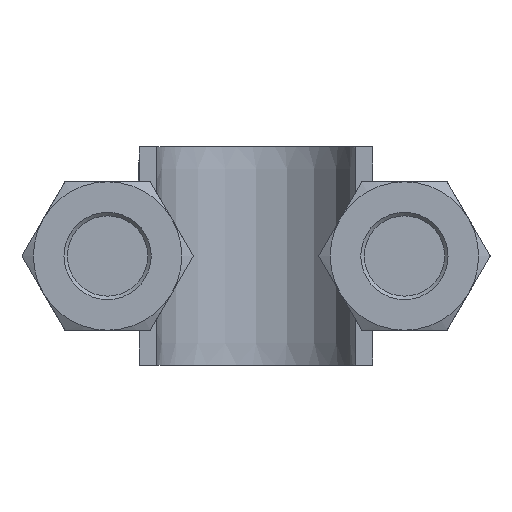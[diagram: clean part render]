
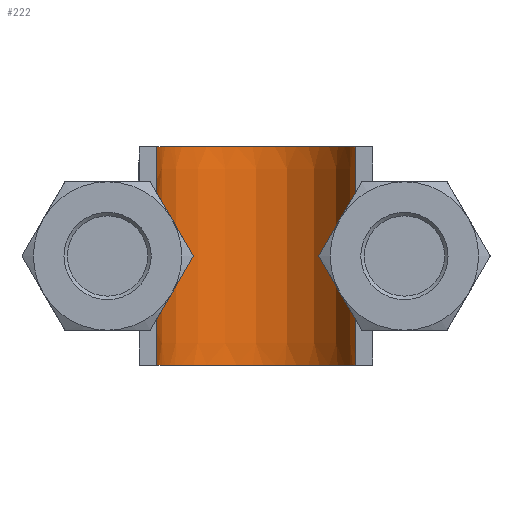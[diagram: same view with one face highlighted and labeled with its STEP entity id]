
A CAD part, front view. The second image highlights one B-rep face of the part: STEP entity #222.
In plain terms, the highlighted face is a extrusion surface.
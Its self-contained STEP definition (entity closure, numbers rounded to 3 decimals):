
#222 = ADVANCED_FACE( '', ( #304 ), #305, .T. );
#304 = FACE_OUTER_BOUND( '', #476, .T. );
#305 = SURFACE_OF_LINEAR_EXTRUSION( '', #477, #478 );
#476 = EDGE_LOOP( '', ( #1570, #1571, #1572, #1573 ) );
#477 = B_SPLINE_CURVE_WITH_KNOTS( '', 3, ( #1574, #1575, #1576, #1577, #1578, #1579, #1580, #1581, #1582, #1583, #1584, #1585, #1586, #1587, #1588, #1589, #1590, #1591, #1592 ), .UNSPECIFIED., .F., .F., ( 4, 3, 1, 1, 1, 3, 1, 1, 1, 3, 4 ), ( 0.234, 1., 1.5, 2., 3., 3.5, 4., 5., 5.5, 6., 6.766 ), .UNSPECIFIED. );
#478 = VECTOR( '', #1593, 1000. );
#1570 = ORIENTED_EDGE( '', *, *, #2099, .F. );
#1571 = ORIENTED_EDGE( '', *, *, #2088, .F. );
#1572 = ORIENTED_EDGE( '', *, *, #2092, .T. );
#1573 = ORIENTED_EDGE( '', *, *, #2096, .T. );
#1574 = CARTESIAN_POINT( '', ( -11.36, 51.6, -51.44 ) );
#1575 = CARTESIAN_POINT( '', ( -11.36, 54.947, -51.44 ) );
#1576 = CARTESIAN_POINT( '', ( -11.36, 58.293, -51.44 ) );
#1577 = CARTESIAN_POINT( '', ( -11.36, 61.64, -51.44 ) );
#1578 = CARTESIAN_POINT( '', ( -11.36, 62.808, -51.44 ) );
#1579 = CARTESIAN_POINT( '', ( -10.969, 65.214, -51.44 ) );
#1580 = CARTESIAN_POINT( '', ( -8.807, 69.501, -51.44 ) );
#1581 = CARTESIAN_POINT( '', ( -4.76, 72.444, -51.44 ) );
#1582 = CARTESIAN_POINT( '', ( -1.19, 72.996, -51.44 ) );
#1583 = CARTESIAN_POINT( '', ( 0., 72.996, -51.44 ) );
#1584 = CARTESIAN_POINT( '', ( 1.19, 72.996, -51.44 ) );
#1585 = CARTESIAN_POINT( '', ( 4.76, 72.444, -51.44 ) );
#1586 = CARTESIAN_POINT( '', ( 8.807, 69.501, -51.44 ) );
#1587 = CARTESIAN_POINT( '', ( 10.969, 65.214, -51.44 ) );
#1588 = CARTESIAN_POINT( '', ( 11.36, 62.808, -51.44 ) );
#1589 = CARTESIAN_POINT( '', ( 11.36, 61.64, -51.44 ) );
#1590 = CARTESIAN_POINT( '', ( 11.36, 58.293, -51.44 ) );
#1591 = CARTESIAN_POINT( '', ( 11.36, 54.947, -51.44 ) );
#1592 = CARTESIAN_POINT( '', ( 11.36, 51.6, -51.44 ) );
#1593 = DIRECTION( '', ( 0., 0., 1. ) );
#2088 = EDGE_CURVE( '', #2241, #2242, #2243, .T. );
#2092 = EDGE_CURVE( '', #2241, #2249, #2250, .T. );
#2096 = EDGE_CURVE( '', #2249, #2256, #2257, .T. );
#2099 = EDGE_CURVE( '', #2242, #2256, #2261, .T. );
#2241 = VERTEX_POINT( '', #2500 );
#2242 = VERTEX_POINT( '', #2501 );
#2243 = LINE( '', #2502, #2503 );
#2249 = VERTEX_POINT( '', #2541 );
#2250 = B_SPLINE_CURVE_WITH_KNOTS( '', 3, ( #2542, #2543, #2544, #2545, #2546, #2547, #2548, #2549, #2550, #2551, #2552, #2553, #2554, #2555, #2556, #2557, #2558, #2559, #2560 ), .UNSPECIFIED., .F., .F., ( 4, 3, 1, 1, 1, 3, 1, 1, 1, 3, 4 ), ( 0.234, 1., 1.5, 2., 3., 3.5, 4., 5., 5.5, 6., 6.766 ), .UNSPECIFIED. );
#2256 = VERTEX_POINT( '', #2594 );
#2257 = LINE( '', #2595, #2596 );
#2261 = B_SPLINE_CURVE_WITH_KNOTS( '', 3, ( #2631, #2632, #2633, #2634, #2635, #2636, #2637, #2638, #2639, #2640, #2641, #2642, #2643, #2644, #2645, #2646, #2647, #2648, #2649 ), .UNSPECIFIED., .F., .F., ( 4, 3, 1, 1, 1, 3, 1, 1, 1, 3, 4 ), ( 0.234, 1., 1.5, 2., 3., 3.5, 4., 5., 5.5, 6., 6.766 ), .UNSPECIFIED. );
#2500 = CARTESIAN_POINT( '', ( -11.36, 51.6, -12.5 ) );
#2501 = CARTESIAN_POINT( '', ( -11.36, 51.6, 12.5 ) );
#2502 = CARTESIAN_POINT( '', ( -11.36, 51.6, -51.44 ) );
#2503 = VECTOR( '', #3109, 1000. );
#2541 = CARTESIAN_POINT( '', ( 11.36, 51.6, -12.5 ) );
#2542 = CARTESIAN_POINT( '', ( -11.36, 51.6, -12.5 ) );
#2543 = CARTESIAN_POINT( '', ( -11.36, 54.947, -12.5 ) );
#2544 = CARTESIAN_POINT( '', ( -11.36, 58.293, -12.5 ) );
#2545 = CARTESIAN_POINT( '', ( -11.36, 61.64, -12.5 ) );
#2546 = CARTESIAN_POINT( '', ( -11.36, 62.808, -12.5 ) );
#2547 = CARTESIAN_POINT( '', ( -10.969, 65.214, -12.5 ) );
#2548 = CARTESIAN_POINT( '', ( -8.807, 69.501, -12.5 ) );
#2549 = CARTESIAN_POINT( '', ( -4.76, 72.444, -12.5 ) );
#2550 = CARTESIAN_POINT( '', ( -1.19, 72.996, -12.5 ) );
#2551 = CARTESIAN_POINT( '', ( 0., 72.996, -12.5 ) );
#2552 = CARTESIAN_POINT( '', ( 1.19, 72.996, -12.5 ) );
#2553 = CARTESIAN_POINT( '', ( 4.76, 72.444, -12.5 ) );
#2554 = CARTESIAN_POINT( '', ( 8.807, 69.501, -12.5 ) );
#2555 = CARTESIAN_POINT( '', ( 10.969, 65.214, -12.5 ) );
#2556 = CARTESIAN_POINT( '', ( 11.36, 62.808, -12.5 ) );
#2557 = CARTESIAN_POINT( '', ( 11.36, 61.64, -12.5 ) );
#2558 = CARTESIAN_POINT( '', ( 11.36, 58.293, -12.5 ) );
#2559 = CARTESIAN_POINT( '', ( 11.36, 54.947, -12.5 ) );
#2560 = CARTESIAN_POINT( '', ( 11.36, 51.6, -12.5 ) );
#2594 = CARTESIAN_POINT( '', ( 11.36, 51.6, 12.5 ) );
#2595 = CARTESIAN_POINT( '', ( 11.36, 51.6, -51.44 ) );
#2596 = VECTOR( '', #3113, 1000. );
#2631 = CARTESIAN_POINT( '', ( -11.36, 51.6, 12.5 ) );
#2632 = CARTESIAN_POINT( '', ( -11.36, 54.947, 12.5 ) );
#2633 = CARTESIAN_POINT( '', ( -11.36, 58.293, 12.5 ) );
#2634 = CARTESIAN_POINT( '', ( -11.36, 61.64, 12.5 ) );
#2635 = CARTESIAN_POINT( '', ( -11.36, 62.808, 12.5 ) );
#2636 = CARTESIAN_POINT( '', ( -10.969, 65.214, 12.5 ) );
#2637 = CARTESIAN_POINT( '', ( -8.807, 69.501, 12.5 ) );
#2638 = CARTESIAN_POINT( '', ( -4.76, 72.444, 12.5 ) );
#2639 = CARTESIAN_POINT( '', ( -1.19, 72.996, 12.5 ) );
#2640 = CARTESIAN_POINT( '', ( 0., 72.996, 12.5 ) );
#2641 = CARTESIAN_POINT( '', ( 1.19, 72.996, 12.5 ) );
#2642 = CARTESIAN_POINT( '', ( 4.76, 72.444, 12.5 ) );
#2643 = CARTESIAN_POINT( '', ( 8.807, 69.501, 12.5 ) );
#2644 = CARTESIAN_POINT( '', ( 10.969, 65.214, 12.5 ) );
#2645 = CARTESIAN_POINT( '', ( 11.36, 62.808, 12.5 ) );
#2646 = CARTESIAN_POINT( '', ( 11.36, 61.64, 12.5 ) );
#2647 = CARTESIAN_POINT( '', ( 11.36, 58.293, 12.5 ) );
#2648 = CARTESIAN_POINT( '', ( 11.36, 54.947, 12.5 ) );
#2649 = CARTESIAN_POINT( '', ( 11.36, 51.6, 12.5 ) );
#3109 = DIRECTION( '', ( 0., 0., 1. ) );
#3113 = DIRECTION( '', ( 0., 0., 1. ) );
